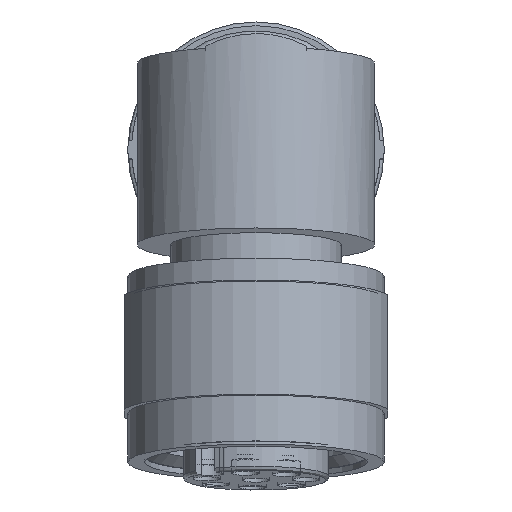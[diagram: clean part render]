
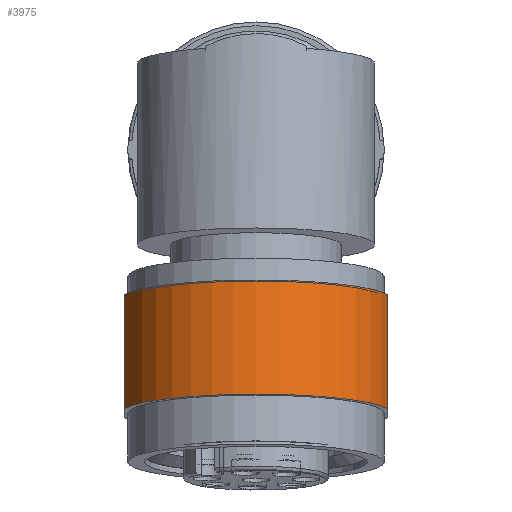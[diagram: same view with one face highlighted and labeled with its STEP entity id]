
A CAD part, top view. The second image highlights one B-rep face of the part: STEP entity #3975.
In plain terms, the highlighted cylindrical face has radius 7.4 mm (diameter 14.8 mm), a partial arc.
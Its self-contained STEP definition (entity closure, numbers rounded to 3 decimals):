
#175=LINE('',#5667,#329);
#176=LINE('',#5668,#330);
#329=VECTOR('',#4704,1000.);
#330=VECTOR('',#4705,1000.);
#529=CIRCLE('',#4222,7.4);
#530=CIRCLE('',#4224,7.4);
#808=ORIENTED_EDGE('',*,*,#1473,.F.);
#809=ORIENTED_EDGE('',*,*,#1474,.T.);
#810=ORIENTED_EDGE('',*,*,#1470,.T.);
#811=ORIENTED_EDGE('',*,*,#1475,.T.);
#1470=EDGE_CURVE('',#1814,#1815,#529,.T.);
#1473=EDGE_CURVE('',#1816,#1817,#530,.T.);
#1474=EDGE_CURVE('',#1816,#1814,#175,.F.);
#1475=EDGE_CURVE('',#1815,#1817,#176,.T.);
#1814=VERTEX_POINT('',#5659);
#1815=VERTEX_POINT('',#5660);
#1816=VERTEX_POINT('',#5665);
#1817=VERTEX_POINT('',#5666);
#2070=EDGE_LOOP('',(#808,#809,#810,#811));
#2346=FACE_BOUND('',#2070,.T.);
#2574=CYLINDRICAL_SURFACE('',#4223,7.4);
#3975=ADVANCED_FACE('',(#2346),#2574,.T.);
#4222=AXIS2_PLACEMENT_3D('',#5658,#4696,#4697);
#4223=AXIS2_PLACEMENT_3D('',#5663,#4700,#4701);
#4224=AXIS2_PLACEMENT_3D('',#5664,#4702,#4703);
#4696=DIRECTION('',(0.,0.99,-0.139));
#4697=DIRECTION('',(0.,0.139,0.99));
#4700=DIRECTION('',(0.,0.99,-0.139));
#4701=DIRECTION('',(0.,0.139,0.99));
#4702=DIRECTION('',(0.,0.99,-0.139));
#4703=DIRECTION('',(0.,0.139,0.99));
#4704=DIRECTION('',(0.,0.99,-0.139));
#4705=DIRECTION('',(0.,0.99,-0.139));
#5658=CARTESIAN_POINT('',(0.,-14.837,28.886));
#5659=CARTESIAN_POINT('',(-7.2,-14.599,30.578));
#5660=CARTESIAN_POINT('',(7.2,-14.599,30.578));
#5663=CARTESIAN_POINT('',(0.,4.275,26.2));
#5664=CARTESIAN_POINT('',(0.,-8.598,28.009));
#5665=CARTESIAN_POINT('',(-7.2,-8.361,29.701));
#5666=CARTESIAN_POINT('',(7.2,-8.361,29.701));
#5667=CARTESIAN_POINT('',(-7.2,4.513,27.892));
#5668=CARTESIAN_POINT('',(7.2,4.513,27.892));
